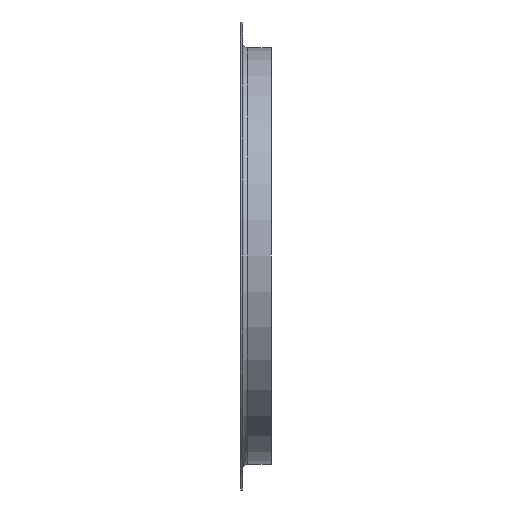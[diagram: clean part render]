
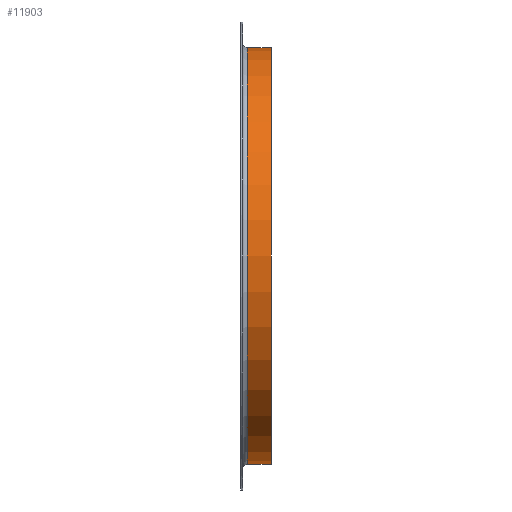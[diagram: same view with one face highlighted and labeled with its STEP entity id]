
A CAD part, front view. The second image highlights one B-rep face of the part: STEP entity #11903.
In plain terms, the highlighted cylindrical face has radius 304.8 mm (diameter 609.6 mm), a full revolution.
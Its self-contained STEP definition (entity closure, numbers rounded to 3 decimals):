
#119 = EDGE_LOOP ( 'NONE', ( #14969 ) ) ;
#1059 = CARTESIAN_POINT ( 'NONE',  ( 45., 0., 304.8 ) ) ;
#1123 = FACE_OUTER_BOUND ( 'NONE', #12909, .T. ) ;
#2411 = DIRECTION ( 'NONE',  ( -1., 0., 0. ) ) ;
#2565 = CYLINDRICAL_SURFACE ( 'NONE', #12035, 304.8 ) ;
#3478 = DIRECTION ( 'NONE',  ( -1., 0., 0. ) ) ;
#3785 = FACE_OUTER_BOUND ( 'NONE', #119, .T. ) ;
#4018 = CIRCLE ( 'NONE', #10785, 304.8 ) ;
#4760 = CARTESIAN_POINT ( 'NONE',  ( 0., 0., 0. ) ) ;
#4920 = CIRCLE ( 'NONE', #9347, 304.8 ) ;
#5159 = CARTESIAN_POINT ( 'NONE',  ( 45., 0., 0. ) ) ;
#5850 = EDGE_CURVE ( 'NONE', #6231, #6231, #4920, .T. ) ;
#6231 = VERTEX_POINT ( 'NONE', #1059 ) ;
#7241 = DIRECTION ( 'NONE',  ( 0., 0., 1. ) ) ;
#9347 = AXIS2_PLACEMENT_3D ( 'NONE', #5159, #3478, #9750 ) ;
#9750 = DIRECTION ( 'NONE',  ( 0., 0., 1. ) ) ;
#9985 = VERTEX_POINT ( 'NONE', #16129 ) ;
#10351 = EDGE_CURVE ( 'NONE', #9985, #9985, #4018, .T. ) ;
#10785 = AXIS2_PLACEMENT_3D ( 'NONE', #12870, #12205, #7241 ) ;
#11903 = ADVANCED_FACE ( 'NONE', ( #3785, #1123 ), #2565, .T. ) ;
#12035 = AXIS2_PLACEMENT_3D ( 'NONE', #4760, #2411, #16037 ) ;
#12205 = DIRECTION ( 'NONE',  ( -1., 0., 0. ) ) ;
#12870 = CARTESIAN_POINT ( 'NONE',  ( 10., 0., 0. ) ) ;
#12909 = EDGE_LOOP ( 'NONE', ( #15259 ) ) ;
#14969 = ORIENTED_EDGE ( 'NONE', *, *, #10351, .F. ) ;
#15259 = ORIENTED_EDGE ( 'NONE', *, *, #5850, .T. ) ;
#16037 = DIRECTION ( 'NONE',  ( 0., 0., 1. ) ) ;
#16129 = CARTESIAN_POINT ( 'NONE',  ( 10., 0., 304.8 ) ) ;
